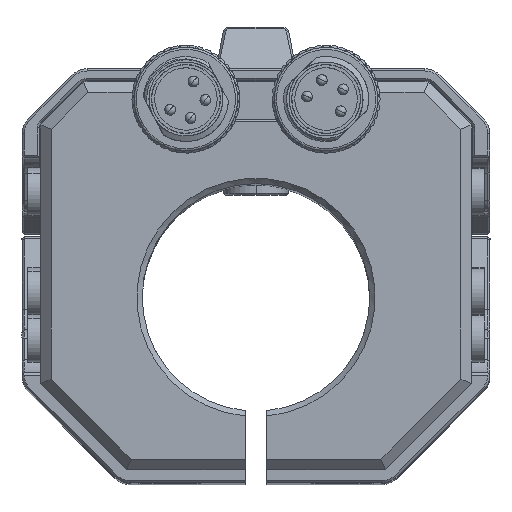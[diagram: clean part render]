
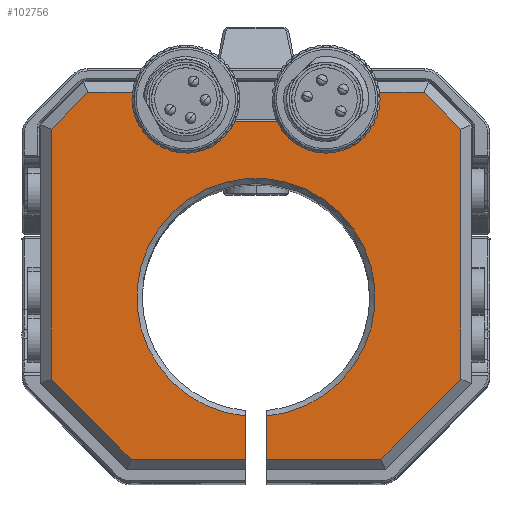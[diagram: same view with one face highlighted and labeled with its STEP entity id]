
A CAD part, top view. The second image highlights one B-rep face of the part: STEP entity #102756.
In plain terms, the highlighted planar face has unit normal (0, 0, 1).
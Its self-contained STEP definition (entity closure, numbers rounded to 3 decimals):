
#659 = EDGE_CURVE ( 'NONE', #113595, #62736, #109431, .T. ) ;
#1013 = CARTESIAN_POINT ( 'NONE',  ( 10.642, 73.267, 150.729 ) ) ;
#1361 = DIRECTION ( 'NONE',  ( 0., 1., 0. ) ) ;
#1649 = VERTEX_POINT ( 'NONE', #27139 ) ;
#3662 = CARTESIAN_POINT ( 'NONE',  ( 21.296, 73.267, 150.729 ) ) ;
#4642 = CARTESIAN_POINT ( 'NONE',  ( 32.881, 39.267, 150.729 ) ) ;
#5520 = CARTESIAN_POINT ( 'NONE',  ( 21.296, 54.267, 150.729 ) ) ;
#6192 = CARTESIAN_POINT ( 'NONE',  ( 29.698, 71.767, 150.729 ) ) ;
#7199 = AXIS2_PLACEMENT_3D ( 'NONE', #117174, #62666, #8123 ) ;
#7258 = ORIENTED_EDGE ( 'NONE', *, *, #48117, .T. ) ;
#8123 = DIRECTION ( 'NONE',  ( 0., -1., 0. ) ) ;
#8173 = VERTEX_POINT ( 'NONE', #116735 ) ;
#9272 = EDGE_CURVE ( 'NONE', #9834, #91314, #26327, .T. ) ;
#9834 = VERTEX_POINT ( 'NONE', #40781 ) ;
#11212 = EDGE_CURVE ( 'NONE', #21283, #86474, #47373, .T. ) ;
#11949 = LINE ( 'NONE', #46390, #105942 ) ;
#12832 = DIRECTION ( 'NONE',  ( -1., 0., 0. ) ) ;
#13566 = VERTEX_POINT ( 'NONE', #98623 ) ;
#14908 = ORIENTED_EDGE ( 'NONE', *, *, #11212, .T. ) ;
#15336 = DIRECTION ( 'NONE',  ( 0., -1., 0. ) ) ;
#15744 = LINE ( 'NONE', #32063, #61312 ) ;
#17119 = LINE ( 'NONE', #88761, #20002 ) ;
#18346 = CARTESIAN_POINT ( 'NONE',  ( 22.296, 43.262, 150.729 ) ) ;
#18555 = VERTEX_POINT ( 'NONE', #91287 ) ;
#18653 = CARTESIAN_POINT ( 'NONE',  ( 30.737, 71.167, 150.729 ) ) ;
#20002 = VECTOR ( 'NONE', #34241, 1000. ) ;
#21283 = VERTEX_POINT ( 'NONE', #27161 ) ;
#22351 = VERTEX_POINT ( 'NONE', #61561 ) ;
#22765 = DIRECTION ( 'NONE',  ( -0.5, -0.866, 0. ) ) ;
#23553 = ORIENTED_EDGE ( 'NONE', *, *, #60655, .T. ) ;
#23874 = PLANE ( 'NONE',  #72996 ) ;
#23891 = LINE ( 'NONE', #44964, #93642 ) ;
#24823 = ORIENTED_EDGE ( 'NONE', *, *, #36072, .T. ) ;
#25136 = ORIENTED_EDGE ( 'NONE', *, *, #43599, .T. ) ;
#25394 = ORIENTED_EDGE ( 'NONE', *, *, #109395, .T. ) ;
#26296 = CARTESIAN_POINT ( 'NONE',  ( 21.296, 73.267, 150.729 ) ) ;
#26327 = LINE ( 'NONE', #39703, #96065 ) ;
#26772 = CARTESIAN_POINT ( 'NONE',  ( 21.296, 39.267, 150.729 ) ) ;
#27139 = CARTESIAN_POINT ( 'NONE',  ( 40.296, 46.681, 150.729 ) ) ;
#27161 = CARTESIAN_POINT ( 'NONE',  ( 22.296, 39.267, 150.729 ) ) ;
#30137 = ORIENTED_EDGE ( 'NONE', *, *, #45271, .T. ) ;
#30662 = DIRECTION ( 'NONE',  ( 0., -1., 0. ) ) ;
#32063 = CARTESIAN_POINT ( 'NONE',  ( 5.71, 73.267, 150.729 ) ) ;
#32166 = EDGE_CURVE ( 'NONE', #8173, #64731, #15744, .T. ) ;
#34241 = DIRECTION ( 'NONE',  ( -0.5, 0.866, 0. ) ) ;
#35707 = VECTOR ( 'NONE', #44623, 1000. ) ;
#35955 = DIRECTION ( 'NONE',  ( 1., 0., 0. ) ) ;
#36072 = EDGE_CURVE ( 'NONE', #86474, #1649, #106216, .T. ) ;
#39019 = LINE ( 'NONE', #3662, #84556 ) ;
#39221 = CARTESIAN_POINT ( 'NONE',  ( 12.894, 71.767, 150.729 ) ) ;
#39703 = CARTESIAN_POINT ( 'NONE',  ( 21.296, 70.567, 150.729 ) ) ;
#40781 = CARTESIAN_POINT ( 'NONE',  ( 29.698, 70.567, 150.729 ) ) ;
#41341 = VECTOR ( 'NONE', #22765, 1000. ) ;
#43027 = LINE ( 'NONE', #46828, #64298 ) ;
#43599 = EDGE_CURVE ( 'NONE', #49892, #13566, #58689, .T. ) ;
#44516 = VECTOR ( 'NONE', #52509, 1000. ) ;
#44623 = DIRECTION ( 'NONE',  ( -1., 0., 0. ) ) ;
#44964 = CARTESIAN_POINT ( 'NONE',  ( 22.296, 43.765, 150.729 ) ) ;
#45118 = ORIENTED_EDGE ( 'NONE', *, *, #32166, .T. ) ;
#45271 = EDGE_CURVE ( 'NONE', #57796, #9834, #55767, .T. ) ;
#46390 = CARTESIAN_POINT ( 'NONE',  ( 40.296, 69.853, 150.729 ) ) ;
#46828 = CARTESIAN_POINT ( 'NONE',  ( 20.296, 54.267, 150.729 ) ) ;
#46975 = LINE ( 'NONE', #85173, #113825 ) ;
#47314 = ORIENTED_EDGE ( 'NONE', *, *, #81512, .T. ) ;
#47373 = LINE ( 'NONE', #98232, #44516 ) ;
#47632 = CARTESIAN_POINT ( 'NONE',  ( 11.855, 71.167, 150.729 ) ) ;
#47652 = ORIENTED_EDGE ( 'NONE', *, *, #81581, .T. ) ;
#47985 = CARTESIAN_POINT ( 'NONE',  ( 2.296, 46.681, 150.729 ) ) ;
#48117 = EDGE_CURVE ( 'NONE', #91314, #94679, #84804, .T. ) ;
#48383 = DIRECTION ( 'NONE',  ( 0., -1., 0. ) ) ;
#49373 = EDGE_CURVE ( 'NONE', #1649, #18555, #74650, .T. ) ;
#49892 = VERTEX_POINT ( 'NONE', #80167 ) ;
#50388 = VERTEX_POINT ( 'NONE', #117066 ) ;
#50476 = VECTOR ( 'NONE', #93897, 1000. ) ;
#52509 = DIRECTION ( 'NONE',  ( 1., 0., 0. ) ) ;
#53626 = EDGE_CURVE ( 'NONE', #22351, #57796, #86887, .T. ) ;
#54953 = VECTOR ( 'NONE', #76735, 1000. ) ;
#55767 = CIRCLE ( 'NONE', #107906, 1.2 ) ;
#56535 = CARTESIAN_POINT ( 'NONE',  ( 32.881, 39.267, 150.729 ) ) ;
#57796 = VERTEX_POINT ( 'NONE', #18653 ) ;
#58689 = LINE ( 'NONE', #47985, #82884 ) ;
#59862 = LINE ( 'NONE', #26296, #35707 ) ;
#60655 = EDGE_CURVE ( 'NONE', #85022, #22351, #39019, .T. ) ;
#61312 = VECTOR ( 'NONE', #95699, 1000. ) ;
#61561 = CARTESIAN_POINT ( 'NONE',  ( 31.949, 73.267, 150.729 ) ) ;
#62666 = DIRECTION ( 'NONE',  ( 0., 0., -1. ) ) ;
#62736 = VERTEX_POINT ( 'NONE', #18346 ) ;
#64298 = VECTOR ( 'NONE', #1361, 1000. ) ;
#64731 = VERTEX_POINT ( 'NONE', #110046 ) ;
#68851 = EDGE_LOOP ( 'NONE', ( #25136, #116218, #113261, #86540, #115238, #14908, #24823, #102862, #88235, #23553, #97912, #30137, #79530, #7258, #47314, #47652, #45118, #25394 ) ) ;
#69862 = DIRECTION ( 'NONE',  ( 0., 0., -1. ) ) ;
#69991 = EDGE_CURVE ( 'NONE', #18555, #85022, #11949, .T. ) ;
#71426 = CARTESIAN_POINT ( 'NONE',  ( 20.296, 43.262, 150.729 ) ) ;
#71813 = LINE ( 'NONE', #26772, #117345 ) ;
#71872 = DIRECTION ( 'NONE',  ( 0.707, -0.707, 0. ) ) ;
#72996 = AXIS2_PLACEMENT_3D ( 'NONE', #5520, #114591, #87531 ) ;
#74650 = LINE ( 'NONE', #111827, #50476 ) ;
#76297 = DIRECTION ( 'NONE',  ( -1., 0., 0. ) ) ;
#76735 = DIRECTION ( 'NONE',  ( 0.707, 0.707, 0. ) ) ;
#79530 = ORIENTED_EDGE ( 'NONE', *, *, #9272, .T. ) ;
#80167 = CARTESIAN_POINT ( 'NONE',  ( 2.296, 46.681, 150.729 ) ) ;
#81512 = EDGE_CURVE ( 'NONE', #94679, #100582, #17119, .T. ) ;
#81581 = EDGE_CURVE ( 'NONE', #100582, #8173, #59862, .T. ) ;
#82884 = VECTOR ( 'NONE', #71872, 1000. ) ;
#82932 = DIRECTION ( 'NONE',  ( -0.707, 0.707, 0. ) ) ;
#83031 = AXIS2_PLACEMENT_3D ( 'NONE', #39221, #102827, #48383 ) ;
#84556 = VECTOR ( 'NONE', #12832, 1000. ) ;
#84804 = CIRCLE ( 'NONE', #83031, 1.2 ) ;
#85022 = VERTEX_POINT ( 'NONE', #97470 ) ;
#85173 = CARTESIAN_POINT ( 'NONE',  ( 2.296, 54.267, 150.729 ) ) ;
#86474 = VERTEX_POINT ( 'NONE', #56535 ) ;
#86540 = ORIENTED_EDGE ( 'NONE', *, *, #659, .T. ) ;
#86887 = LINE ( 'NONE', #95566, #41341 ) ;
#87531 = DIRECTION ( 'NONE',  ( 1., 0., 0. ) ) ;
#88235 = ORIENTED_EDGE ( 'NONE', *, *, #69991, .T. ) ;
#88761 = CARTESIAN_POINT ( 'NONE',  ( 11.855, 71.167, 150.729 ) ) ;
#91287 = CARTESIAN_POINT ( 'NONE',  ( 40.296, 69.853, 150.729 ) ) ;
#91314 = VERTEX_POINT ( 'NONE', #98220 ) ;
#93642 = VECTOR ( 'NONE', #108583, 1000. ) ;
#93897 = DIRECTION ( 'NONE',  ( 0., 1., 0. ) ) ;
#94354 = EDGE_CURVE ( 'NONE', #62736, #21283, #23891, .T. ) ;
#94679 = VERTEX_POINT ( 'NONE', #47632 ) ;
#95566 = CARTESIAN_POINT ( 'NONE',  ( 31.949, 73.267, 150.729 ) ) ;
#95699 = DIRECTION ( 'NONE',  ( -0.707, -0.707, 0. ) ) ;
#96065 = VECTOR ( 'NONE', #76297, 1000. ) ;
#97470 = CARTESIAN_POINT ( 'NONE',  ( 36.881, 73.267, 150.729 ) ) ;
#97912 = ORIENTED_EDGE ( 'NONE', *, *, #53626, .T. ) ;
#98220 = CARTESIAN_POINT ( 'NONE',  ( 12.894, 70.567, 150.729 ) ) ;
#98232 = CARTESIAN_POINT ( 'NONE',  ( 21.296, 39.267, 150.729 ) ) ;
#98623 = CARTESIAN_POINT ( 'NONE',  ( 9.71, 39.267, 150.729 ) ) ;
#99460 = EDGE_CURVE ( 'NONE', #50388, #113595, #43027, .T. ) ;
#100582 = VERTEX_POINT ( 'NONE', #1013 ) ;
#102756 = ADVANCED_FACE ( 'NONE', ( #110489 ), #23874, .T. ) ;
#102827 = DIRECTION ( 'NONE',  ( 0., 0., -1. ) ) ;
#102862 = ORIENTED_EDGE ( 'NONE', *, *, #49373, .T. ) ;
#105410 = EDGE_CURVE ( 'NONE', #13566, #50388, #71813, .T. ) ;
#105942 = VECTOR ( 'NONE', #82932, 1000. ) ;
#106216 = LINE ( 'NONE', #4642, #54953 ) ;
#107906 = AXIS2_PLACEMENT_3D ( 'NONE', #6192, #69862, #15336 ) ;
#108583 = DIRECTION ( 'NONE',  ( 0., -1., 0. ) ) ;
#109395 = EDGE_CURVE ( 'NONE', #64731, #49892, #46975, .T. ) ;
#109431 = CIRCLE ( 'NONE', #7199, 11.05 ) ;
#110046 = CARTESIAN_POINT ( 'NONE',  ( 2.296, 69.853, 150.729 ) ) ;
#110489 = FACE_OUTER_BOUND ( 'NONE', #68851, .T. ) ;
#111827 = CARTESIAN_POINT ( 'NONE',  ( 40.296, 54.267, 150.729 ) ) ;
#113261 = ORIENTED_EDGE ( 'NONE', *, *, #99460, .T. ) ;
#113595 = VERTEX_POINT ( 'NONE', #71426 ) ;
#113825 = VECTOR ( 'NONE', #30662, 1000. ) ;
#114591 = DIRECTION ( 'NONE',  ( 0., 0., 1. ) ) ;
#115238 = ORIENTED_EDGE ( 'NONE', *, *, #94354, .T. ) ;
#116218 = ORIENTED_EDGE ( 'NONE', *, *, #105410, .T. ) ;
#116735 = CARTESIAN_POINT ( 'NONE',  ( 5.71, 73.267, 150.729 ) ) ;
#117066 = CARTESIAN_POINT ( 'NONE',  ( 20.296, 39.267, 150.729 ) ) ;
#117174 = CARTESIAN_POINT ( 'NONE',  ( 21.296, 54.267, 150.729 ) ) ;
#117345 = VECTOR ( 'NONE', #35955, 1000. ) ;
